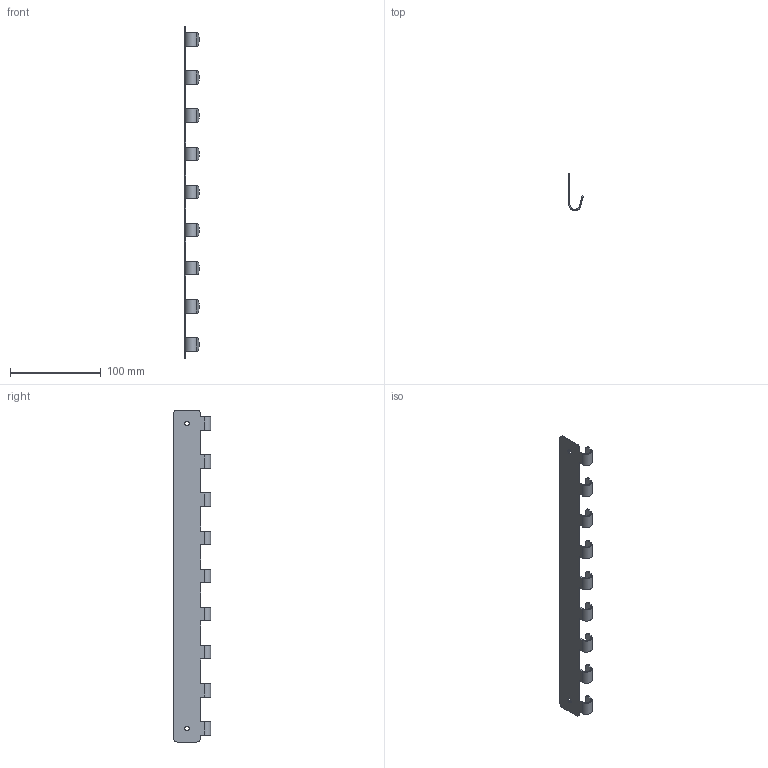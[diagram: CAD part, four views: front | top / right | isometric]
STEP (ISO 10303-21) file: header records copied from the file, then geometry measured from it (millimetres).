
FILE_DESCRIPTION(('Creo Elements/Direct Modeling STEP Export'),'2;1');
FILE_NAME('1603-366.stp','2022-05-31T11:39:51',(''),(''),'Creo Elements/Direct Modeling STEP processor for AP214 (Solid Model)','Creo Elements/Direct Modeling 20.0 12-Nov-2016 (C) Parametric Technology GmbH','');
FILE_SCHEMA(('AUTOMOTIVE_DESIGN { 1 0 10303 214 1 1 1 1 }'));
Length unit declared in the file: millimetre
Products named in the file (2): Haken.1; FE-9185.1.1
Assembly tree (1 placements, depth 2):
  FE-9185.1.1
    Haken.1
Bounding box: 15.67 x 40.99 x 366 mm (x, y, z)
Volume: 18139.1 mm3; surface area: 31846.7 mm2
Topology: 1 solids, 1 shells, 95 faces, 279 edges, 186 vertices
Faces by surface type: plane 51, cylinder 44
Entity records: 3214 total; most frequent: CARTESIAN_POINT 558, ORIENTED_EDGE 558, DIRECTION 553, EDGE_CURVE 279, VECTOR 191, LINE 191, VERTEX_POINT 186, AXIS2_PLACEMENT_3D 181
